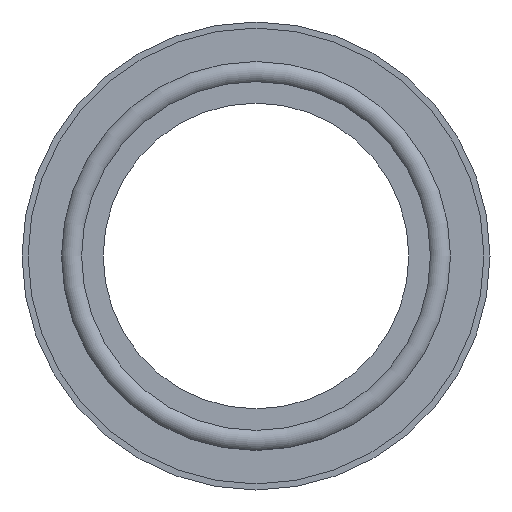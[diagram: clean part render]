
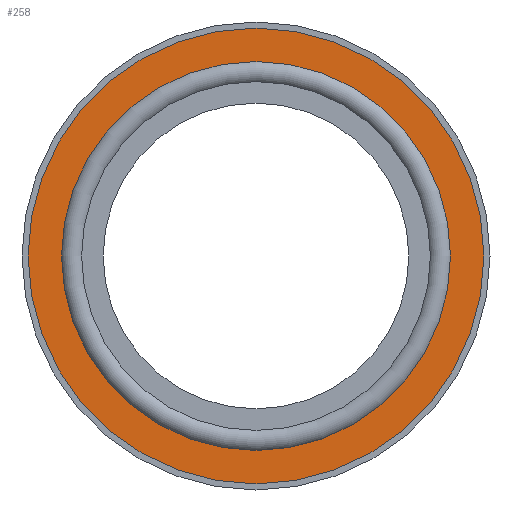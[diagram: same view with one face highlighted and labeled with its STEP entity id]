
A CAD part, left-side view. The second image highlights one B-rep face of the part: STEP entity #258.
In plain terms, the highlighted planar face has unit normal (-1, 0, 0).
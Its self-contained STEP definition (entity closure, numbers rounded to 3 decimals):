
#88=ORIENTED_EDGE('',*,*,#111,.T.);
#89=ORIENTED_EDGE('',*,*,#110,.F.);
#110=EDGE_CURVE('',#130,#130,#151,.T.);
#111=EDGE_CURVE('',#131,#131,#152,.T.);
#130=VERTEX_POINT('',#489);
#131=VERTEX_POINT('',#492);
#151=CIRCLE('',#335,32.);
#152=CIRCLE('',#337,37.5);
#189=EDGE_LOOP('',(#88));
#190=EDGE_LOOP('',(#89));
#229=FACE_BOUND('',#189,.T.);
#230=FACE_BOUND('',#190,.T.);
#239=PLANE('',#336);
#258=ADVANCED_FACE('',(#229,#230),#239,.T.);
#335=AXIS2_PLACEMENT_3D('',#488,#418,#419);
#336=AXIS2_PLACEMENT_3D('',#490,#420,#421);
#337=AXIS2_PLACEMENT_3D('',#491,#422,#423);
#418=DIRECTION('',(-1.,0.,0.));
#419=DIRECTION('',(0.,0.,1.));
#420=DIRECTION('',(-1.,0.,0.));
#421=DIRECTION('',(0.,0.,1.));
#422=DIRECTION('',(-1.,0.,0.));
#423=DIRECTION('',(0.,0.,1.));
#488=CARTESIAN_POINT('',(-1.5,0.,0.));
#489=CARTESIAN_POINT('',(-1.5,0.,32.));
#490=CARTESIAN_POINT('',(-1.5,0.,32.));
#491=CARTESIAN_POINT('',(-1.5,0.,0.));
#492=CARTESIAN_POINT('',(-1.5,0.,37.5));
